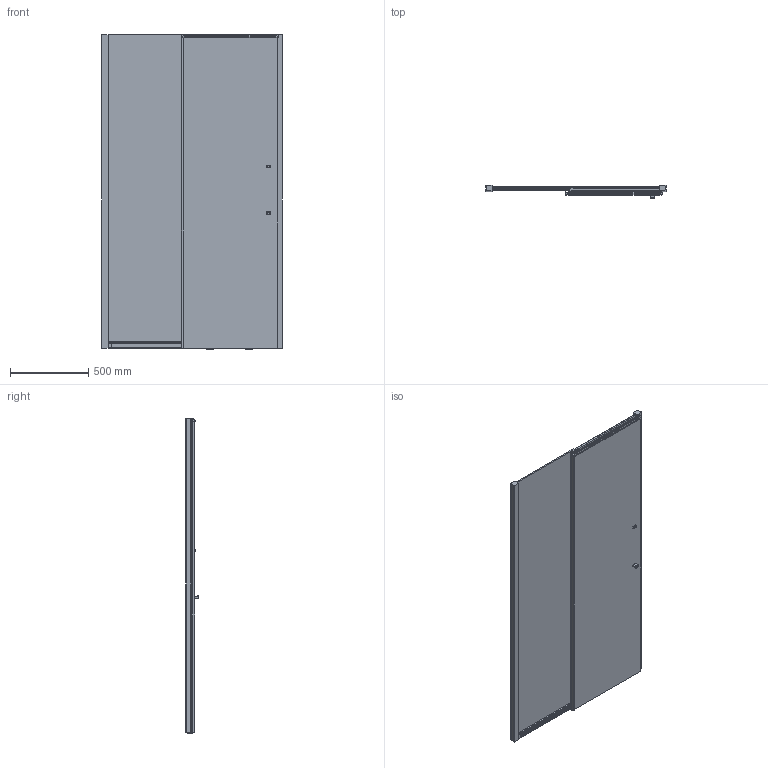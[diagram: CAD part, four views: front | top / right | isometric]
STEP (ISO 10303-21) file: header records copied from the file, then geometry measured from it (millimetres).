
FILE_DESCRIPTION (( 'STEP AP214' ), '1' );
FILE_NAME ('rbp12_040.STEP', '2020-04-21T08:10:14', ( '' ), ( '' ), 'SwSTEP 2.0', 'SolidWorks 2016', '' );
FILE_SCHEMA (( 'AUTOMOTIVE_DESIGN' ));
Length unit declared in the file: millimetre
Products named in the file (1): rbp12_040
Bounding box: 1150 x 82.58 x 2007.73 mm (x, y, z)
Volume: 24401147 mm3; surface area: 5661942.9 mm2
Topology: 3 solids, 6 shells, 1797 faces, 4789 edges, 2998 vertices
Faces by surface type: cylinder 752, plane 696, bspline 321, torus 16, cone 12
Full cylindrical faces by diameter (mm): 3.4 x4
Entity records: 99011 total; most frequent: CARTESIAN_POINT 38350, ORIENTED_EDGE 9486, DIRECTION 7551, EDGE_CURVE 4743, VERTEX_POINT 2998, AXIS2_PLACEMENT_3D 2619, VECTOR 2313, LINE 2313
